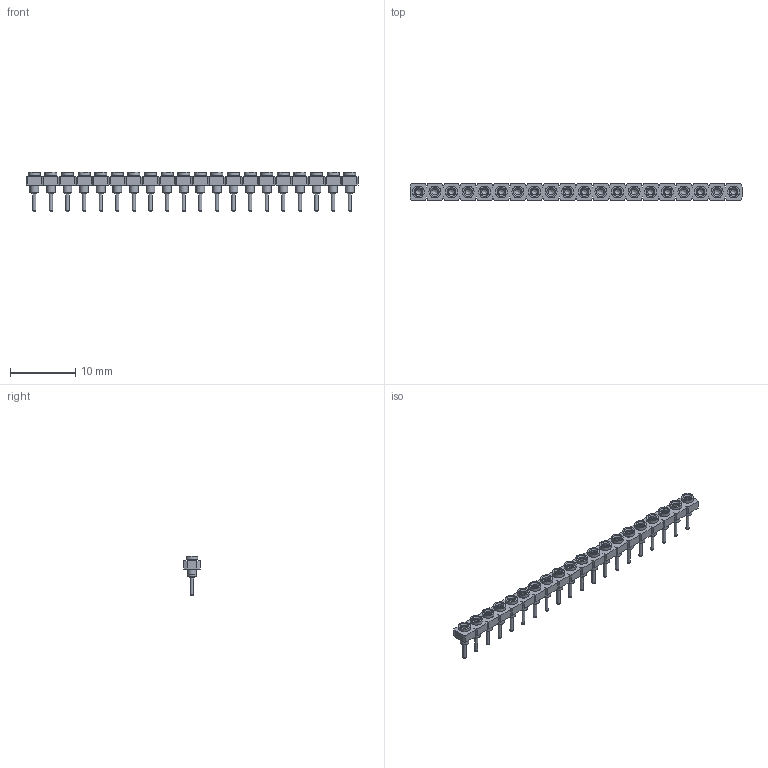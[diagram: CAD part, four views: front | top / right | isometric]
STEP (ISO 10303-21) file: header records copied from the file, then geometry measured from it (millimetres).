
FILE_DESCRIPTION(('FreeCAD Model'),'2;1');
FILE_NAME('Open CASCADE Shape Model','2025-01-11T13:33:03',(''),(''), 'Open CASCADE STEP processor 7.8','FreeCAD','Unknown');
FILE_SCHEMA(('AUTOMOTIVE_DESIGN { 1 0 10303 214 1 1 1 1 }'));
Length unit declared in the file: millimetre
Products named in the file (21): SL-120_socket; SC-4P1_pins190; SC-4P1_pins191; SC-4P1_pins192; SC-4P1_pins193; SC-4P1_pins194; SC-4P1_pins195; SC-4P1_pins196; SC-4P1_pins197; SC-4P1_pins198; SC-4P1_pins199; SC-4P1_pins200; SC-4P1_pins201; SC-4P1_pins202; SC-4P1_pins203; SC-4P1_pins204; SC-4P1_pins205; SC-4P1_pins206; SC-4P1_pins207; SC-4P1_pins208; SC-4P1_pins230
Bounding box: 50.8 x 2.54 x 6.1 mm (x, y, z)
Volume: 192.2 mm3; surface area: 1135.6 mm2
Topology: 21 solids, 21 shells, 464 faces, 1026 edges, 664 vertices
Faces by surface type: plane 224, cylinder 140, cone 80, sphere 20
Full cylindrical faces by diameter (mm): 0.508 x20, 0.914 x20, 1.016 x20, 1.321 x60, 1.829 x20
Entity records: 12912 total; most frequent: CARTESIAN_POINT 2435, DIRECTION 2056, ORIENTED_EDGE 1972, EDGE_CURVE 986, AXIS2_PLACEMENT_3D 845, VERTEX_POINT 664, FACE_BOUND 604, EDGE_LOOP 604
